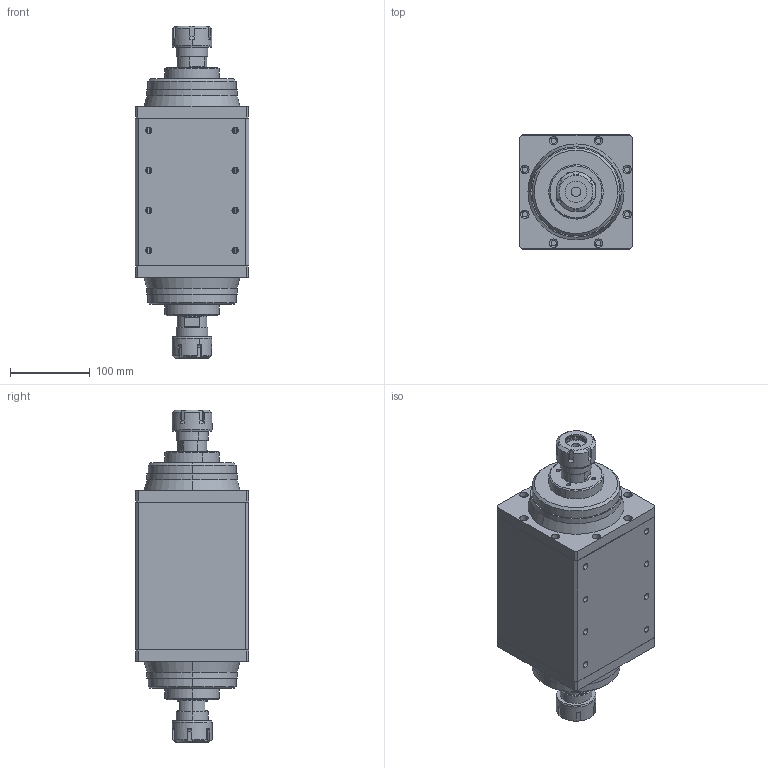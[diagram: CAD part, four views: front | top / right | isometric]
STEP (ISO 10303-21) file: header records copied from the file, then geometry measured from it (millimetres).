
FILE_DESCRIPTION (( 'STEP AP214' ), '1' );
FILE_NAME ('GDF71-18Z-4.5S-4P.STEP', '2021-05-12T01:07:19', ( '萇齟' ), ( '' ), 'SwSTEP 2.0', 'SolidWorks 2018', '' );
FILE_SCHEMA (( 'AUTOMOTIVE_DESIGN' ));
Length unit declared in the file: millimetre
Products named in the file (9): GDF71-18Z-5.5S-4P; GDF60-18Z-3.5S粣芛+1; GDF71-18Z-5.5S-4P傷裔; GDF71-18Z-4.5S-4P; GDF60-18Z-3.5S粣芛; GDF71-18Z-5.5S-4P傷裔-1; GDF71-18Z-95.5S-4P前螺母+1; ER32樓綠蹟簽; ER32-12 粟俶芠標
Assembly tree (11 placements, depth 2):
  GDF71-18Z-4.5S-4P
    GDF71-18Z-5.5S-4P
    GDF71-18Z-5.5S-4P傷裔-1
    GDF71-18Z-95.5S-4P前螺母+1  x2
    GDF60-18Z-3.5S粣芛
    ER32-12 粟俶芠標  x2
    ER32樓綠蹟簽  x2
    GDF71-18Z-5.5S-4P傷裔
    GDF60-18Z-3.5S粣芛+1
Bounding box: 142.5 x 142.25 x 415 mm (x, y, z)
Volume: 2214595.6 mm3; surface area: 520628.1 mm2
Topology: 11 solids, 11 shells, 544 faces, 1340 edges, 860 vertices
Faces by surface type: cylinder 244, plane 216, cone 84
Entity records: 14660 total; most frequent: DIRECTION 2602, CARTESIAN_POINT 2499, ORIENTED_EDGE 2340, EDGE_CURVE 1170, AXIS2_PLACEMENT_3D 975, VERTEX_POINT 748, LINE 652, VECTOR 652
